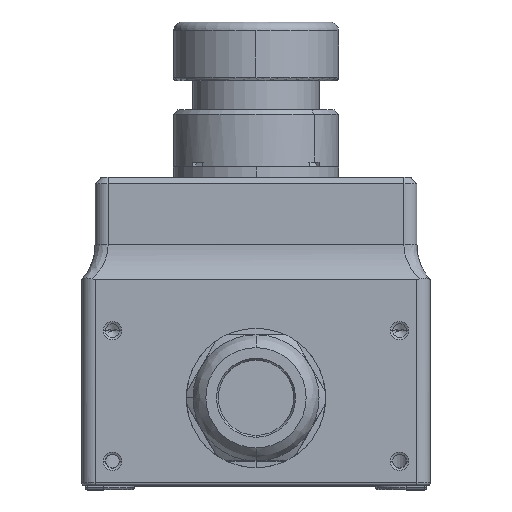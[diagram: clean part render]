
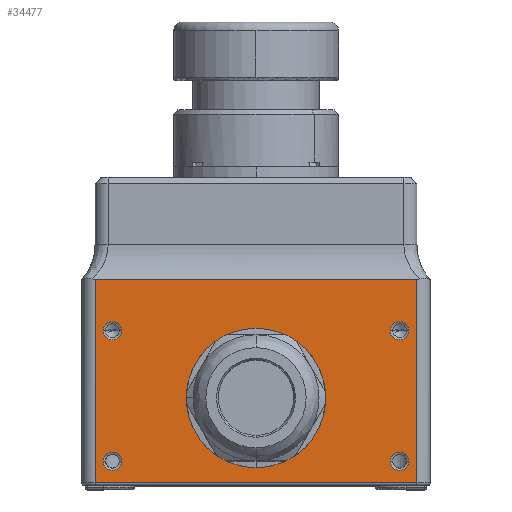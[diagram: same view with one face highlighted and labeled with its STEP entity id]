
A CAD part, top view. The second image highlights one B-rep face of the part: STEP entity #34477.
In plain terms, the highlighted planar face has unit normal (0, 0, 1).
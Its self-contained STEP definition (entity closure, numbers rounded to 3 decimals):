
#507 = LINE ( 'NONE', #2525, #78753 ) ;
#1923 = ORIENTED_EDGE ( 'NONE', *, *, #49543, .F. ) ;
#2181 = VERTEX_POINT ( 'NONE', #28693 ) ;
#2504 = AXIS2_PLACEMENT_3D ( 'NONE', #15012, #39299, #70094 ) ;
#2525 = CARTESIAN_POINT ( 'NONE',  ( 37., 70.8, 46.5 ) ) ;
#3055 = CARTESIAN_POINT ( 'NONE',  ( -40., 70.8, 46.5 ) ) ;
#3935 = DIRECTION ( 'NONE',  ( 0., 0., 1. ) ) ;
#4317 = VERTEX_POINT ( 'NONE', #54842 ) ;
#4392 = CARTESIAN_POINT ( 'NONE',  ( 37., 0.5, 46.5 ) ) ;
#5004 = DIRECTION ( 'NONE',  ( 1., 0., 0. ) ) ;
#5492 = EDGE_LOOP ( 'NONE', ( #52314, #36924 ) ) ;
#5792 = DIRECTION ( 'NONE',  ( 0., 0., 1. ) ) ;
#7159 = DIRECTION ( 'NONE',  ( 0., 0., 1. ) ) ;
#7735 = EDGE_CURVE ( 'NONE', #73857, #38346, #40336, .T. ) ;
#8216 = DIRECTION ( 'NONE',  ( 0., 0., 1. ) ) ;
#8303 = CARTESIAN_POINT ( 'NONE',  ( -33., 35.5, 46.5 ) ) ;
#8554 = DIRECTION ( 'NONE',  ( 1., 0., 0. ) ) ;
#8595 = CARTESIAN_POINT ( 'NONE',  ( 0., 5.5, 46.5 ) ) ;
#9025 = CIRCLE ( 'NONE', #52626, 2.1 ) ;
#10092 = CARTESIAN_POINT ( 'NONE',  ( 33., 5.5, 46.5 ) ) ;
#10430 = VERTEX_POINT ( 'NONE', #20158 ) ;
#11174 = EDGE_CURVE ( 'NONE', #4317, #2181, #76155, .T. ) ;
#11835 = FACE_BOUND ( 'NONE', #12380, .T. ) ;
#12380 = EDGE_LOOP ( 'NONE', ( #69314, #61911 ) ) ;
#13706 = FACE_BOUND ( 'NONE', #39105, .T. ) ;
#13900 = EDGE_CURVE ( 'NONE', #47670, #44495, #79252, .T. ) ;
#15012 = CARTESIAN_POINT ( 'NONE',  ( 33., 35.5, 46.5 ) ) ;
#15419 = DIRECTION ( 'NONE',  ( 0., 0., 1. ) ) ;
#15427 = DIRECTION ( 'NONE',  ( 0., 1., 0. ) ) ;
#16020 = VECTOR ( 'NONE', #43150, 1000. ) ;
#16516 = PLANE ( 'NONE',  #23727 ) ;
#16787 = ORIENTED_EDGE ( 'NONE', *, *, #76587, .F. ) ;
#17110 = CARTESIAN_POINT ( 'NONE',  ( -33., 5.5, 46.5 ) ) ;
#17272 = CARTESIAN_POINT ( 'NONE',  ( -37., 70.8, 46.5 ) ) ;
#17447 = VERTEX_POINT ( 'NONE', #8595 ) ;
#19379 = CARTESIAN_POINT ( 'NONE',  ( 30.9, 35.5, 46.5 ) ) ;
#20032 = DIRECTION ( 'NONE',  ( -1., 0., 0. ) ) ;
#20158 = CARTESIAN_POINT ( 'NONE',  ( -35.1, 35.5, 46.5 ) ) ;
#20173 = VERTEX_POINT ( 'NONE', #59577 ) ;
#21114 = EDGE_CURVE ( 'NONE', #20173, #29212, #76005, .T. ) ;
#21382 = CARTESIAN_POINT ( 'NONE',  ( -37., 47.3, 46.5 ) ) ;
#22512 = AXIS2_PLACEMENT_3D ( 'NONE', #48182, #29824, #60605 ) ;
#23087 = AXIS2_PLACEMENT_3D ( 'NONE', #25760, #7159, #26019 ) ;
#23525 = DIRECTION ( 'NONE',  ( 0., 0., 1. ) ) ;
#23727 = AXIS2_PLACEMENT_3D ( 'NONE', #3055, #34071, #15427 ) ;
#24616 = EDGE_CURVE ( 'NONE', #80091, #39068, #507, .T. ) ;
#24665 = CARTESIAN_POINT ( 'NONE',  ( -40., 47.3, 46.5 ) ) ;
#24814 = CIRCLE ( 'NONE', #62121, 14.5 ) ;
#25760 = CARTESIAN_POINT ( 'NONE',  ( -33., 5.5, 46.5 ) ) ;
#25840 = DIRECTION ( 'NONE',  ( 0., 0., 1. ) ) ;
#25892 = EDGE_LOOP ( 'NONE', ( #28465, #16787 ) ) ;
#26019 = DIRECTION ( 'NONE',  ( 1., 0., 0. ) ) ;
#28179 = CARTESIAN_POINT ( 'NONE',  ( -30.9, 35.5, 46.5 ) ) ;
#28465 = ORIENTED_EDGE ( 'NONE', *, *, #13900, .F. ) ;
#28693 = CARTESIAN_POINT ( 'NONE',  ( -35.1, 5.5, 46.5 ) ) ;
#29035 = CIRCLE ( 'NONE', #2504, 2.1 ) ;
#29212 = VERTEX_POINT ( 'NONE', #61621 ) ;
#29824 = DIRECTION ( 'NONE',  ( 0., 0., 1. ) ) ;
#30766 = CARTESIAN_POINT ( 'NONE',  ( -40., 0.5, 46.5 ) ) ;
#31317 = DIRECTION ( 'NONE',  ( 0., -1., 0. ) ) ;
#31762 = VERTEX_POINT ( 'NONE', #28179 ) ;
#32172 = EDGE_LOOP ( 'NONE', ( #34042, #1923 ) ) ;
#32726 = CARTESIAN_POINT ( 'NONE',  ( 33., 5.5, 46.5 ) ) ;
#33042 = AXIS2_PLACEMENT_3D ( 'NONE', #42722, #5792, #43248 ) ;
#34042 = ORIENTED_EDGE ( 'NONE', *, *, #11174, .F. ) ;
#34071 = DIRECTION ( 'NONE',  ( 0., 0., -1. ) ) ;
#34477 = ADVANCED_FACE ( 'NONE', ( #39765, #11835, #13706, #55165, #50434, #79400 ), #16516, .F. ) ;
#35043 = DIRECTION ( 'NONE',  ( -1., 0., 0. ) ) ;
#35476 = CARTESIAN_POINT ( 'NONE',  ( 37., 47.3, 46.5 ) ) ;
#36266 = DIRECTION ( 'NONE',  ( 1., 0., 0. ) ) ;
#36924 = ORIENTED_EDGE ( 'NONE', *, *, #53306, .F. ) ;
#38346 = VERTEX_POINT ( 'NONE', #60659 ) ;
#39068 = VERTEX_POINT ( 'NONE', #35476 ) ;
#39105 = EDGE_LOOP ( 'NONE', ( #74747, #77762 ) ) ;
#39299 = DIRECTION ( 'NONE',  ( 0., 0., 1. ) ) ;
#39513 = EDGE_CURVE ( 'NONE', #38346, #80091, #44964, .T. ) ;
#39765 = FACE_OUTER_BOUND ( 'NONE', #50529, .T. ) ;
#40336 = LINE ( 'NONE', #17272, #71267 ) ;
#41025 = EDGE_CURVE ( 'NONE', #73857, #39068, #53518, .T. ) ;
#41760 = AXIS2_PLACEMENT_3D ( 'NONE', #10092, #15419, #52688 ) ;
#42059 = CIRCLE ( 'NONE', #66438, 2.1 ) ;
#42450 = AXIS2_PLACEMENT_3D ( 'NONE', #17110, #3935, #5004 ) ;
#42722 = CARTESIAN_POINT ( 'NONE',  ( 0., 20., 46.5 ) ) ;
#43150 = DIRECTION ( 'NONE',  ( 1., 0., 0. ) ) ;
#43248 = DIRECTION ( 'NONE',  ( -1., 0., 0. ) ) ;
#43831 = ORIENTED_EDGE ( 'NONE', *, *, #39513, .T. ) ;
#44495 = VERTEX_POINT ( 'NONE', #19379 ) ;
#44964 = LINE ( 'NONE', #30766, #16020 ) ;
#45707 = EDGE_CURVE ( 'NONE', #57510, #17447, #79095, .T. ) ;
#47418 = ORIENTED_EDGE ( 'NONE', *, *, #7735, .T. ) ;
#47670 = VERTEX_POINT ( 'NONE', #70228 ) ;
#48182 = CARTESIAN_POINT ( 'NONE',  ( -33., 35.5, 46.5 ) ) ;
#48644 = EDGE_CURVE ( 'NONE', #17447, #57510, #24814, .T. ) ;
#49543 = EDGE_CURVE ( 'NONE', #2181, #4317, #71044, .T. ) ;
#50434 = FACE_BOUND ( 'NONE', #25892, .T. ) ;
#50529 = EDGE_LOOP ( 'NONE', ( #79657, #47418, #43831, #60729 ) ) ;
#50671 = AXIS2_PLACEMENT_3D ( 'NONE', #65816, #72016, #35043 ) ;
#52314 = ORIENTED_EDGE ( 'NONE', *, *, #75027, .F. ) ;
#52626 = AXIS2_PLACEMENT_3D ( 'NONE', #8303, #25840, #8554 ) ;
#52688 = DIRECTION ( 'NONE',  ( -1., 0., 0. ) ) ;
#53306 = EDGE_CURVE ( 'NONE', #10430, #31762, #69433, .T. ) ;
#53518 = LINE ( 'NONE', #24665, #66060 ) ;
#54261 = CARTESIAN_POINT ( 'NONE',  ( 0., 20., 46.5 ) ) ;
#54842 = CARTESIAN_POINT ( 'NONE',  ( -30.9, 5.5, 46.5 ) ) ;
#55165 = FACE_BOUND ( 'NONE', #32172, .T. ) ;
#57510 = VERTEX_POINT ( 'NONE', #71072 ) ;
#59577 = CARTESIAN_POINT ( 'NONE',  ( 35.1, 5.5, 46.5 ) ) ;
#60605 = DIRECTION ( 'NONE',  ( 1., 0., 0. ) ) ;
#60659 = CARTESIAN_POINT ( 'NONE',  ( -37., 0.5, 46.5 ) ) ;
#60729 = ORIENTED_EDGE ( 'NONE', *, *, #24616, .T. ) ;
#61019 = DIRECTION ( 'NONE',  ( -1., 0., 0. ) ) ;
#61621 = CARTESIAN_POINT ( 'NONE',  ( 30.9, 5.5, 46.5 ) ) ;
#61911 = ORIENTED_EDGE ( 'NONE', *, *, #45707, .F. ) ;
#62121 = AXIS2_PLACEMENT_3D ( 'NONE', #54261, #23525, #61019 ) ;
#63755 = DIRECTION ( 'NONE',  ( 0., 1., 0. ) ) ;
#65816 = CARTESIAN_POINT ( 'NONE',  ( 33., 35.5, 46.5 ) ) ;
#66060 = VECTOR ( 'NONE', #36266, 1000. ) ;
#66438 = AXIS2_PLACEMENT_3D ( 'NONE', #32726, #8216, #20032 ) ;
#69314 = ORIENTED_EDGE ( 'NONE', *, *, #48644, .F. ) ;
#69433 = CIRCLE ( 'NONE', #22512, 2.1 ) ;
#70094 = DIRECTION ( 'NONE',  ( -1., 0., 0. ) ) ;
#70228 = CARTESIAN_POINT ( 'NONE',  ( 35.1, 35.5, 46.5 ) ) ;
#71044 = CIRCLE ( 'NONE', #42450, 2.1 ) ;
#71072 = CARTESIAN_POINT ( 'NONE',  ( 0., 34.5, 46.5 ) ) ;
#71267 = VECTOR ( 'NONE', #31317, 1000. ) ;
#72016 = DIRECTION ( 'NONE',  ( 0., 0., 1. ) ) ;
#72895 = EDGE_CURVE ( 'NONE', #29212, #20173, #42059, .T. ) ;
#73857 = VERTEX_POINT ( 'NONE', #21382 ) ;
#74747 = ORIENTED_EDGE ( 'NONE', *, *, #21114, .F. ) ;
#75027 = EDGE_CURVE ( 'NONE', #31762, #10430, #9025, .T. ) ;
#76005 = CIRCLE ( 'NONE', #41760, 2.1 ) ;
#76155 = CIRCLE ( 'NONE', #23087, 2.1 ) ;
#76587 = EDGE_CURVE ( 'NONE', #44495, #47670, #29035, .T. ) ;
#77762 = ORIENTED_EDGE ( 'NONE', *, *, #72895, .F. ) ;
#78753 = VECTOR ( 'NONE', #63755, 1000. ) ;
#79095 = CIRCLE ( 'NONE', #33042, 14.5 ) ;
#79252 = CIRCLE ( 'NONE', #50671, 2.1 ) ;
#79400 = FACE_BOUND ( 'NONE', #5492, .T. ) ;
#79657 = ORIENTED_EDGE ( 'NONE', *, *, #41025, .F. ) ;
#80091 = VERTEX_POINT ( 'NONE', #4392 ) ;
